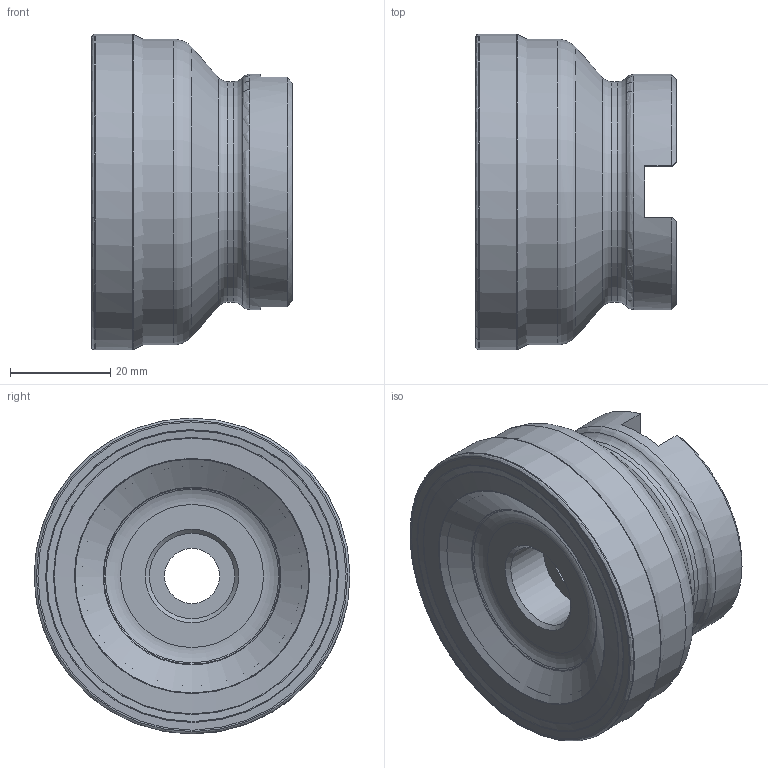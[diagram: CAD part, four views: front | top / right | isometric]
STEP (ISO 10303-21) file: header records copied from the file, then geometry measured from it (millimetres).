
FILE_DESCRIPTION(/* description */ (''),/* implementation_level */ '2;1');
FILE_NAME(/* name */ '835M_W_D63-6.stp',/* time_stamp */ '2017-01-09T09:25:24+01:00',/* author */ (''),/* organization */ (''),/* preprocessor_version */ 'ST-DEVELOPER v11',/* originating_system */ 'SIEMENS PLM Software NX 7.5',/* authorisation */ '');
FILE_SCHEMA (('AUTOMOTIVE_DESIGN { 1 0 10303 214 1 1 1 1 }'));
Length unit declared in the file: millimetre
Products named in the file (1): s.toB8DCi5hn
Bounding box: 40 x 63 x 63 mm (x, y, z)
Volume: 73960.2 mm3; surface area: 20685.6 mm2
Topology: 1 solids, 2 shells, 58 faces, 153 edges, 99 vertices
Faces by surface type: revolution 20, plane 16, cone 8, cylinder 7, torus 7
Full cylindrical faces by diameter (mm): 11 x1, 17 x1, 22 x1, 23 x1, 44 x1, 47 x1, 61 x1
Entity records: 1469 total; most frequent: CARTESIAN_POINT 298, DIRECTION 244, ORIENTED_EDGE 170, EDGE_LOOP 100, AXIS2_PLACEMENT_3D 98, EDGE_CURVE 86, FACE_BOUND 84, VERTEX_POINT 70
